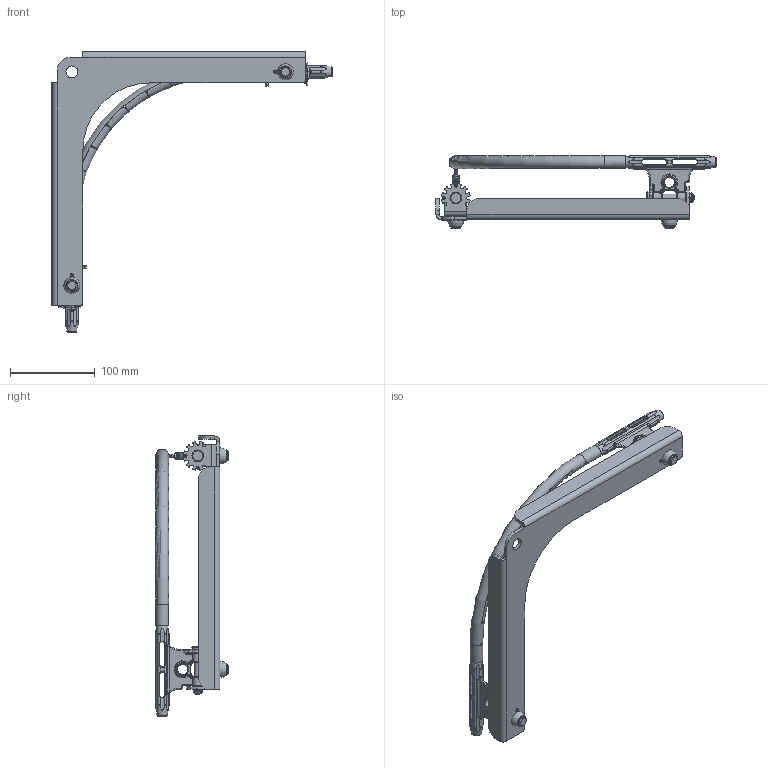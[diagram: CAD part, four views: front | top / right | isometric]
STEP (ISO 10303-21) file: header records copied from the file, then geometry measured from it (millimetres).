
FILE_DESCRIPTION(/* description */ ('PLEASE STATE GENERIC DESCRIPTION'),/* implementation_level */ '2;1');
FILE_NAME(/* name */ '198-CBR-90.stp',/* time_stamp */ '2016-02-09T17:43:28+00:00',/* author */ ('jslaven'),/* organization */ (''),/* preprocessor_version */ 'ST-DEVELOPER v15.2',/* originating_system */ 'Autodesk Inventor 2014',/* authorisation */ '');
FILE_SCHEMA (('CONFIG_CONTROL_DESIGN'));
Products named in the file (1): Part35
Bounding box: 330.5 x 86.69 x 330.5 mm (x, y, z)
Volume: 205098.3 mm3; surface area: 137554.9 mm2
Topology: 4 solids, 6 shells, 847 faces, 2227 edges, 1362 vertices
Faces by surface type: cylinder 320, plane 221, bspline 150, torus 124, cone 16, sphere 16
Full cylindrical faces by diameter (mm): 1.194 x8, 2 x2, 4 x2, 4.25 x2, 8 x2, 8.4 x4, 8.5 x4, 9 x2, 12 x6, 12.5 x2, 13 x2, 14 x7, 15 x2, 21 x2, 24 x2
Entity records: 59923 total; most frequent: CARTESIAN_POINT 39819, ORIENTED_EDGE 4176, DIRECTION 3784, EDGE_CURVE 2088, AXIS2_PLACEMENT_3D 1549, VERTEX_POINT 1318, EDGE_LOOP 992, STYLED_ITEM 851
